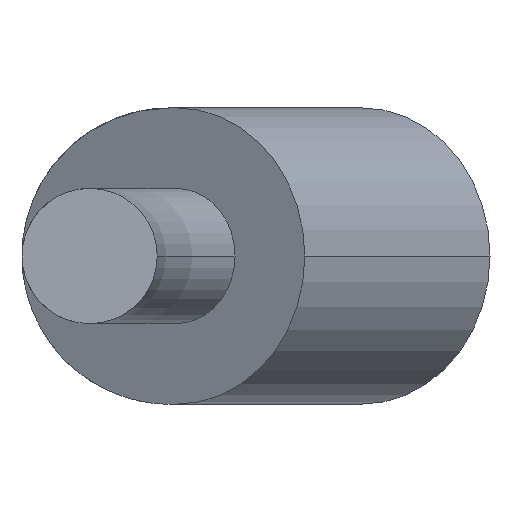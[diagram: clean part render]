
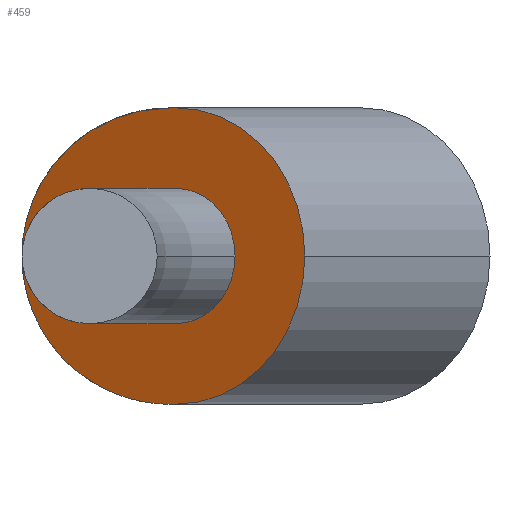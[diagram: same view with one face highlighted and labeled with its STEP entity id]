
A CAD part, front view. The second image highlights one B-rep face of the part: STEP entity #459.
In plain terms, the highlighted planar face has unit normal (-0.5, -0.866, 0).
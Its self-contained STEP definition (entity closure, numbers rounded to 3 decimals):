
#1 = CARTESIAN_POINT ( 'NONE',  ( 4.689, 177.5, 8. ) ) ;
#10 = ORIENTED_EDGE ( 'NONE', *, *, #347, .F. ) ;
#16 = DIRECTION ( 'NONE',  ( -0.866, 0.5, 0. ) ) ;
#27 = CARTESIAN_POINT ( 'NONE',  ( -3.65, 182.315, 0. ) ) ;
#42 = ORIENTED_EDGE ( 'NONE', *, *, #262, .T. ) ;
#53 = CARTESIAN_POINT ( 'NONE',  ( 4.689, 177.5, 0. ) ) ;
#55 = LINE ( 'NONE', #358, #396 ) ;
#62 = CARTESIAN_POINT ( 'NONE',  ( 0., 180.207, -3.65 ) ) ;
#65 = CARTESIAN_POINT ( 'NONE',  ( 4.689, 177.5, 0. ) ) ;
#67 = CARTESIAN_POINT ( 'NONE',  ( 4.35, 177.696, 8. ) ) ;
#72 = EDGE_LOOP ( 'NONE', ( #477, #116, #161, #383, #439, #547, #42, #87, #395, #179, #10, #203 ) ) ;
#74 = CIRCLE ( 'NONE', #406, 8. ) ;
#83 = CARTESIAN_POINT ( 'NONE',  ( -3.65, 182.315, 0. ) ) ;
#86 = VERTEX_POINT ( 'NONE', #404 ) ;
#87 = ORIENTED_EDGE ( 'NONE', *, *, #189, .T. ) ;
#96 = VERTEX_POINT ( 'NONE', #185 ) ;
#116 = ORIENTED_EDGE ( 'NONE', *, *, #314, .T. ) ;
#120 = PLANE ( 'NONE',  #448 ) ;
#142 = AXIS2_PLACEMENT_3D ( 'NONE', #65, #407, #301 ) ;
#148 = CARTESIAN_POINT ( 'NONE',  ( 4.689, 177.5, 0. ) ) ;
#154 = CARTESIAN_POINT ( 'NONE',  ( -0.336, 180.401, -8. ) ) ;
#156 = CARTESIAN_POINT ( 'NONE',  ( 4.35, 177.696, -8. ) ) ;
#161 = ORIENTED_EDGE ( 'NONE', *, *, #468, .T. ) ;
#163 = DIRECTION ( 'NONE',  ( 0.866, -0.5, 0. ) ) ;
#166 = VERTEX_POINT ( 'NONE', #498 ) ;
#168 = CARTESIAN_POINT ( 'NONE',  ( 7.85, 175.675, 0. ) ) ;
#175 = CIRCLE ( 'NONE', #348, 8. ) ;
#177 = VERTEX_POINT ( 'NONE', #447 ) ;
#178 =( BOUNDED_CURVE ( )  B_SPLINE_CURVE ( 3, ( #67, #197, #199, #418 ),
 .UNSPECIFIED., .F., .T. ) 
 B_SPLINE_CURVE_WITH_KNOTS ( ( 4, 4 ),
 ( 1.571, 3.142 ),
 .UNSPECIFIED. ) 
 CURVE ( )  GEOMETRIC_REPRESENTATION_ITEM ( )  RATIONAL_B_SPLINE_CURVE ( ( 1., 0.805, 0.805, 1. ) ) 
 REPRESENTATION_ITEM ( '' )  );
#179 = ORIENTED_EDGE ( 'NONE', *, *, #350, .F. ) ;
#185 = CARTESIAN_POINT ( 'NONE',  ( 11.617, 173.5, 0. ) ) ;
#186 = VECTOR ( 'NONE', #312, 1000. ) ;
#189 = EDGE_CURVE ( 'NONE', #525, #177, #504, .T. ) ;
#190 = DIRECTION ( 'NONE',  ( 0.866, -0.5, 0. ) ) ;
#197 = CARTESIAN_POINT ( 'NONE',  ( -0.336, 180.401, 8. ) ) ;
#199 = CARTESIAN_POINT ( 'NONE',  ( -3.65, 182.315, 4.686 ) ) ;
#200 = VERTEX_POINT ( 'NONE', #317 ) ;
#203 = ORIENTED_EDGE ( 'NONE', *, *, #473, .T. ) ;
#205 = LINE ( 'NONE', #209, #420 ) ;
#209 = CARTESIAN_POINT ( 'NONE',  ( 4.689, 177.5, -8. ) ) ;
#216 = VERTEX_POINT ( 'NONE', #493 ) ;
#219 = FACE_OUTER_BOUND ( 'NONE', #72, .T. ) ;
#222 = EDGE_CURVE ( 'NONE', #166, #525, #285, .T. ) ;
#226 = EDGE_CURVE ( 'NONE', #200, #403, #55, .T. ) ;
#254 = DIRECTION ( 'NONE',  ( -0.866, 0.5, 0. ) ) ;
#256 = DIRECTION ( 'NONE',  ( 0.5, 0.866, 0. ) ) ;
#259 = DIRECTION ( 'NONE',  ( -0.866, 0.5, 0. ) ) ;
#262 = EDGE_CURVE ( 'NONE', #200, #525, #178, .T. ) ;
#265 = CARTESIAN_POINT ( 'NONE',  ( 4.689, 177.5, 3.65 ) ) ;
#268 = DIRECTION ( 'NONE',  ( 0.5, 0.866, 0. ) ) ;
#275 = CARTESIAN_POINT ( 'NONE',  ( -3.65, 182.315, 0. ) ) ;
#278 = CARTESIAN_POINT ( 'NONE',  ( -2.138, 181.442, -3.65 ) ) ;
#284 = CARTESIAN_POINT ( 'NONE',  ( 0., 180.207, 3.65 ) ) ;
#285 =( BOUNDED_CURVE ( )  B_SPLINE_CURVE ( 3, ( #62, #278, #315, #27 ),
 .UNSPECIFIED., .F., .T. ) 
 B_SPLINE_CURVE_WITH_KNOTS ( ( 4, 4 ),
 ( 4.712, 6.283 ),
 .UNSPECIFIED. ) 
 CURVE ( )  GEOMETRIC_REPRESENTATION_ITEM ( )  RATIONAL_B_SPLINE_CURVE ( ( 1., 0.805, 0.805, 1. ) ) 
 REPRESENTATION_ITEM ( '' )  );
#291 = DIRECTION ( 'NONE',  ( 0.866, -0.5, 0. ) ) ;
#301 = DIRECTION ( 'NONE',  ( 0.866, -0.5, 0. ) ) ;
#309 = LINE ( 'NONE', #265, #186 ) ;
#312 = DIRECTION ( 'NONE',  ( -0.866, 0.5, 0. ) ) ;
#314 = EDGE_CURVE ( 'NONE', #525, #86, #337, .T. ) ;
#315 = CARTESIAN_POINT ( 'NONE',  ( -3.65, 182.315, -2.138 ) ) ;
#317 = CARTESIAN_POINT ( 'NONE',  ( 4.35, 177.696, 8. ) ) ;
#318 = CARTESIAN_POINT ( 'NONE',  ( -3.65, 182.315, 2.138 ) ) ;
#321 = DIRECTION ( 'NONE',  ( -0.5, -0.866, 0. ) ) ;
#324 = DIRECTION ( 'NONE',  ( 0.5, 0.866, 0. ) ) ;
#329 = CIRCLE ( 'NONE', #378, 3.65 ) ;
#333 = CARTESIAN_POINT ( 'NONE',  ( 4.689, 177.5, 0. ) ) ;
#337 =( BOUNDED_CURVE ( )  B_SPLINE_CURVE ( 3, ( #366, #501, #154, #156 ),
 .UNSPECIFIED., .F., .T. ) 
 B_SPLINE_CURVE_WITH_KNOTS ( ( 4, 4 ),
 ( 0., 1.571 ),
 .UNSPECIFIED. ) 
 CURVE ( )  GEOMETRIC_REPRESENTATION_ITEM ( )  RATIONAL_B_SPLINE_CURVE ( ( 1., 0.805, 0.805, 1. ) ) 
 REPRESENTATION_ITEM ( '' )  );
#347 = EDGE_CURVE ( 'NONE', #486, #425, #329, .T. ) ;
#348 = AXIS2_PLACEMENT_3D ( 'NONE', #53, #268, #16 ) ;
#350 = EDGE_CURVE ( 'NONE', #425, #433, #445, .T. ) ;
#358 = CARTESIAN_POINT ( 'NONE',  ( 4.689, 177.5, 8. ) ) ;
#366 = CARTESIAN_POINT ( 'NONE',  ( -3.65, 182.315, 0. ) ) ;
#378 = AXIS2_PLACEMENT_3D ( 'NONE', #507, #321, #291 ) ;
#383 = ORIENTED_EDGE ( 'NONE', *, *, #449, .F. ) ;
#385 = VECTOR ( 'NONE', #254, 1000. ) ;
#395 = ORIENTED_EDGE ( 'NONE', *, *, #438, .F. ) ;
#396 = VECTOR ( 'NONE', #190, 1000. ) ;
#403 = VERTEX_POINT ( 'NONE', #1 ) ;
#404 = CARTESIAN_POINT ( 'NONE',  ( 4.35, 177.696, -8. ) ) ;
#406 = AXIS2_PLACEMENT_3D ( 'NONE', #148, #324, #423 ) ;
#407 = DIRECTION ( 'NONE',  ( -0.5, -0.866, 0. ) ) ;
#418 = CARTESIAN_POINT ( 'NONE',  ( -3.65, 182.315, 0. ) ) ;
#420 = VECTOR ( 'NONE', #163, 1000. ) ;
#423 = DIRECTION ( 'NONE',  ( -0.866, 0.5, 0. ) ) ;
#425 = VERTEX_POINT ( 'NONE', #168 ) ;
#429 = CARTESIAN_POINT ( 'NONE',  ( 4.689, 177.5, -3.65 ) ) ;
#433 = VERTEX_POINT ( 'NONE', #529 ) ;
#438 = EDGE_CURVE ( 'NONE', #433, #177, #309, .T. ) ;
#439 = ORIENTED_EDGE ( 'NONE', *, *, #454, .F. ) ;
#445 = CIRCLE ( 'NONE', #142, 3.65 ) ;
#447 = CARTESIAN_POINT ( 'NONE',  ( 0., 180.207, 3.65 ) ) ;
#448 = AXIS2_PLACEMENT_3D ( 'NONE', #333, #256, #259 ) ;
#449 = EDGE_CURVE ( 'NONE', #96, #216, #175, .T. ) ;
#454 = EDGE_CURVE ( 'NONE', #403, #96, #74, .T. ) ;
#459 = ADVANCED_FACE ( 'NONE', ( #219 ), #120, .F. ) ;
#468 = EDGE_CURVE ( 'NONE', #86, #216, #205, .T. ) ;
#473 = EDGE_CURVE ( 'NONE', #486, #166, #544, .T. ) ;
#477 = ORIENTED_EDGE ( 'NONE', *, *, #222, .T. ) ;
#486 = VERTEX_POINT ( 'NONE', #429 ) ;
#492 = CARTESIAN_POINT ( 'NONE',  ( -2.138, 181.442, 3.65 ) ) ;
#493 = CARTESIAN_POINT ( 'NONE',  ( 4.689, 177.5, -8. ) ) ;
#498 = CARTESIAN_POINT ( 'NONE',  ( 0., 180.207, -3.65 ) ) ;
#501 = CARTESIAN_POINT ( 'NONE',  ( -3.65, 182.315, -4.686 ) ) ;
#504 =( BOUNDED_CURVE ( )  B_SPLINE_CURVE ( 3, ( #275, #318, #492, #284 ),
 .UNSPECIFIED., .F., .T. ) 
 B_SPLINE_CURVE_WITH_KNOTS ( ( 4, 4 ),
 ( 3.142, 4.712 ),
 .UNSPECIFIED. ) 
 CURVE ( )  GEOMETRIC_REPRESENTATION_ITEM ( )  RATIONAL_B_SPLINE_CURVE ( ( 1., 0.805, 0.805, 1. ) ) 
 REPRESENTATION_ITEM ( '' )  );
#507 = CARTESIAN_POINT ( 'NONE',  ( 4.689, 177.5, 0. ) ) ;
#515 = CARTESIAN_POINT ( 'NONE',  ( 4.689, 177.5, -3.65 ) ) ;
#525 = VERTEX_POINT ( 'NONE', #83 ) ;
#529 = CARTESIAN_POINT ( 'NONE',  ( 4.689, 177.5, 3.65 ) ) ;
#544 = LINE ( 'NONE', #515, #385 ) ;
#547 = ORIENTED_EDGE ( 'NONE', *, *, #226, .F. ) ;
